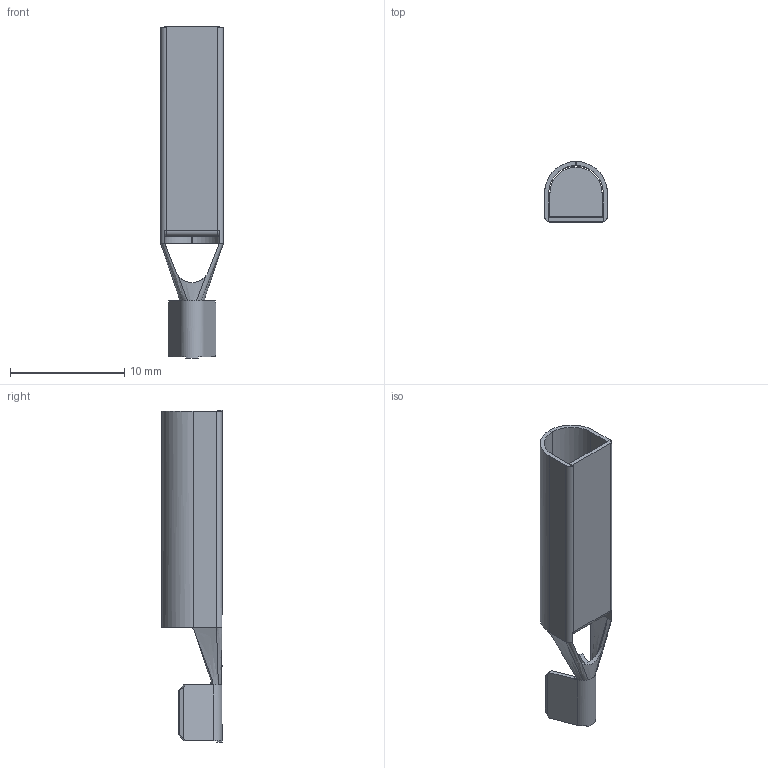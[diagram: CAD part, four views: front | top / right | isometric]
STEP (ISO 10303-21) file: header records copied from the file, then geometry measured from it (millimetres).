
FILE_DESCRIPTION (( 'STEP AP203' ), '1' );
FILE_NAME ('14063.STEP', '2015-02-05T14:43:45', ( '' ), ( '' ), 'SwSTEP 2.0', 'SolidWorks 2014', '' );
FILE_SCHEMA (( 'CONFIG_CONTROL_DESIGN' ));
Length unit declared in the file: inch
Products named in the file (1): 14063
Bounding box: 5.49 x 5.31 x 29.08 mm (x, y, z)
Volume: 144.4 mm3; surface area: 863.4 mm2
Topology: 1 solids, 1 shells, 152 faces, 392 edges, 240 vertices
Faces by surface type: plane 94, cylinder 26, bspline 16, cone 12, torus 4
Entity records: 5288 total; most frequent: CARTESIAN_POINT 1628, ORIENTED_EDGE 784, DIRECTION 692, EDGE_CURVE 392, LINE 274, VECTOR 274, VERTEX_POINT 240, AXIS2_PLACEMENT_3D 209
